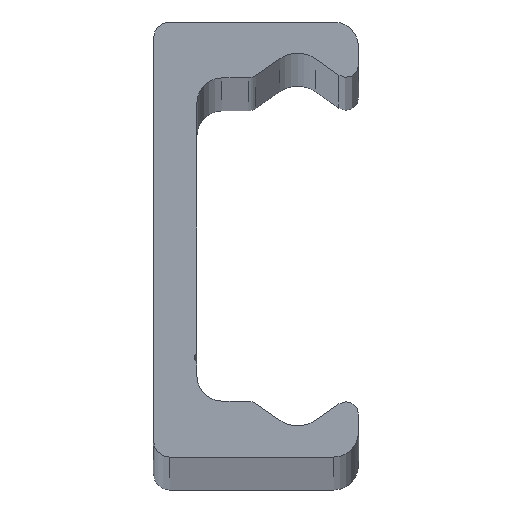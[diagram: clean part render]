
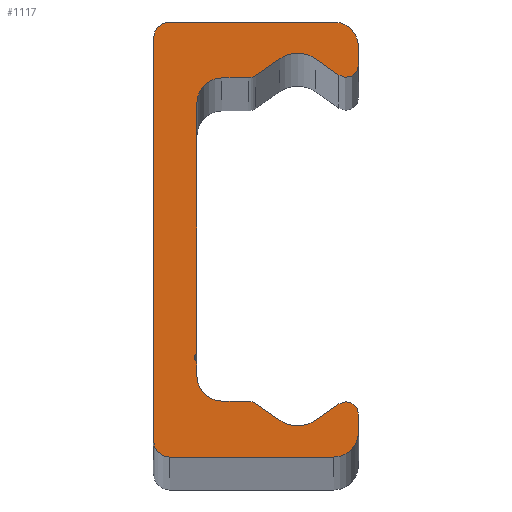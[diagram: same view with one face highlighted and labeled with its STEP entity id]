
A CAD part, top view. The second image highlights one B-rep face of the part: STEP entity #1117.
In plain terms, the highlighted planar face has unit normal (0, 0, 1).
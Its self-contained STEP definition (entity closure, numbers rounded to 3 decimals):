
#34=VECTOR('',#1459,1.);
#39=VECTOR('',#1471,1.);
#43=VECTOR('',#1482,1.);
#47=VECTOR('',#1493,1.);
#51=VECTOR('',#1504,1.);
#55=VECTOR('',#1515,1.);
#59=VECTOR('',#1526,1.);
#63=VECTOR('',#1537,1.);
#67=VECTOR('',#1548,1.);
#71=VECTOR('',#1559,1.);
#75=VECTOR('',#1570,1.);
#79=VECTOR('',#1581,1.);
#83=VECTOR('',#1592,1.);
#86=LINE('',#1756,#34);
#91=LINE('',#1771,#39);
#95=LINE('',#1783,#43);
#99=LINE('',#1795,#47);
#103=LINE('',#1807,#51);
#107=LINE('',#1819,#55);
#111=LINE('',#1831,#59);
#115=LINE('',#1843,#63);
#119=LINE('',#1855,#67);
#123=LINE('',#1867,#71);
#127=LINE('',#1879,#75);
#131=LINE('',#1891,#79);
#135=LINE('',#1903,#83);
#151=PLANE('',#1266);
#229=VERTEX_POINT('',#1757);
#230=VERTEX_POINT('',#1758);
#233=VERTEX_POINT('',#1766);
#235=VERTEX_POINT('',#1772);
#237=VERTEX_POINT('',#1778);
#239=VERTEX_POINT('',#1784);
#241=VERTEX_POINT('',#1790);
#243=VERTEX_POINT('',#1796);
#245=VERTEX_POINT('',#1802);
#247=VERTEX_POINT('',#1808);
#249=VERTEX_POINT('',#1814);
#251=VERTEX_POINT('',#1820);
#253=VERTEX_POINT('',#1826);
#255=VERTEX_POINT('',#1832);
#257=VERTEX_POINT('',#1838);
#259=VERTEX_POINT('',#1844);
#261=VERTEX_POINT('',#1850);
#263=VERTEX_POINT('',#1856);
#265=VERTEX_POINT('',#1862);
#267=VERTEX_POINT('',#1868);
#269=VERTEX_POINT('',#1874);
#271=VERTEX_POINT('',#1880);
#273=VERTEX_POINT('',#1886);
#275=VERTEX_POINT('',#1892);
#277=VERTEX_POINT('',#1898);
#279=VERTEX_POINT('',#1904);
#338=CIRCLE('',#1216,2.);
#340=CIRCLE('',#1220,1.);
#342=CIRCLE('',#1224,2.5);
#344=CIRCLE('',#1228,1.);
#346=CIRCLE('',#1232,2.);
#348=CIRCLE('',#1236,0.5);
#350=CIRCLE('',#1240,2.);
#352=CIRCLE('',#1244,1.);
#354=CIRCLE('',#1248,2.5);
#356=CIRCLE('',#1252,1.);
#358=CIRCLE('',#1256,2.);
#360=CIRCLE('',#1260,1.3);
#362=CIRCLE('',#1264,1.3);
#421=EDGE_CURVE('',#229,#230,#86,.T.);
#425=EDGE_CURVE('',#230,#233,#338,.T.);
#428=EDGE_CURVE('',#233,#235,#91,.T.);
#431=EDGE_CURVE('',#235,#237,#340,.T.);
#434=EDGE_CURVE('',#237,#239,#95,.T.);
#437=EDGE_CURVE('',#239,#241,#342,.T.);
#440=EDGE_CURVE('',#241,#243,#99,.T.);
#443=EDGE_CURVE('',#243,#245,#344,.T.);
#446=EDGE_CURVE('',#245,#247,#103,.T.);
#449=EDGE_CURVE('',#247,#249,#346,.T.);
#452=EDGE_CURVE('',#249,#251,#107,.T.);
#455=EDGE_CURVE('',#251,#253,#348,.T.);
#458=EDGE_CURVE('',#253,#255,#111,.T.);
#461=EDGE_CURVE('',#255,#257,#350,.T.);
#464=EDGE_CURVE('',#257,#259,#115,.T.);
#467=EDGE_CURVE('',#259,#261,#352,.T.);
#470=EDGE_CURVE('',#261,#263,#119,.T.);
#473=EDGE_CURVE('',#263,#265,#354,.T.);
#476=EDGE_CURVE('',#265,#267,#123,.T.);
#479=EDGE_CURVE('',#267,#269,#356,.T.);
#482=EDGE_CURVE('',#269,#271,#127,.T.);
#485=EDGE_CURVE('',#271,#273,#358,.T.);
#488=EDGE_CURVE('',#273,#275,#131,.T.);
#491=EDGE_CURVE('',#275,#277,#360,.T.);
#494=EDGE_CURVE('',#277,#279,#135,.T.);
#497=EDGE_CURVE('',#279,#229,#362,.T.);
#717=ORIENTED_EDGE('',*,*,#421,.F.);
#718=ORIENTED_EDGE('',*,*,#497,.F.);
#719=ORIENTED_EDGE('',*,*,#494,.F.);
#720=ORIENTED_EDGE('',*,*,#491,.F.);
#721=ORIENTED_EDGE('',*,*,#488,.F.);
#722=ORIENTED_EDGE('',*,*,#485,.F.);
#723=ORIENTED_EDGE('',*,*,#482,.F.);
#724=ORIENTED_EDGE('',*,*,#479,.F.);
#725=ORIENTED_EDGE('',*,*,#476,.F.);
#726=ORIENTED_EDGE('',*,*,#473,.F.);
#727=ORIENTED_EDGE('',*,*,#470,.F.);
#728=ORIENTED_EDGE('',*,*,#467,.F.);
#729=ORIENTED_EDGE('',*,*,#464,.F.);
#730=ORIENTED_EDGE('',*,*,#461,.F.);
#731=ORIENTED_EDGE('',*,*,#458,.F.);
#732=ORIENTED_EDGE('',*,*,#455,.F.);
#733=ORIENTED_EDGE('',*,*,#452,.F.);
#734=ORIENTED_EDGE('',*,*,#449,.F.);
#735=ORIENTED_EDGE('',*,*,#446,.F.);
#736=ORIENTED_EDGE('',*,*,#443,.F.);
#737=ORIENTED_EDGE('',*,*,#440,.F.);
#738=ORIENTED_EDGE('',*,*,#437,.F.);
#739=ORIENTED_EDGE('',*,*,#434,.F.);
#740=ORIENTED_EDGE('',*,*,#431,.F.);
#741=ORIENTED_EDGE('',*,*,#428,.F.);
#742=ORIENTED_EDGE('',*,*,#425,.F.);
#909=EDGE_LOOP('',(#717,#718,#719,#720,#721,#722,#723,#724,#725,#726,#727,
#728,#729,#730,#731,#732,#733,#734,#735,#736,#737,#738,#739,#740,#741,#742));
#1051=FACE_BOUND('',#909,.T.);
#1117=ADVANCED_FACE('',(#1051),#151,.T.);
#1216=AXIS2_PLACEMENT_3D('',#1765,#1465,#1466);
#1220=AXIS2_PLACEMENT_3D('',#1777,#1476,#1477);
#1224=AXIS2_PLACEMENT_3D('',#1789,#1487,#1488);
#1228=AXIS2_PLACEMENT_3D('',#1801,#1498,#1499);
#1232=AXIS2_PLACEMENT_3D('',#1813,#1509,#1510);
#1236=AXIS2_PLACEMENT_3D('',#1825,#1520,#1521);
#1240=AXIS2_PLACEMENT_3D('',#1837,#1531,#1532);
#1244=AXIS2_PLACEMENT_3D('',#1849,#1542,#1543);
#1248=AXIS2_PLACEMENT_3D('',#1861,#1553,#1554);
#1252=AXIS2_PLACEMENT_3D('',#1873,#1564,#1565);
#1256=AXIS2_PLACEMENT_3D('',#1885,#1575,#1576);
#1260=AXIS2_PLACEMENT_3D('',#1897,#1586,#1587);
#1264=AXIS2_PLACEMENT_3D('',#1909,#1597,#1598);
#1266=AXIS2_PLACEMENT_3D('',#1911,#1601,$);
#1459=DIRECTION('',(1.,0.,0.));
#1465=DIRECTION('',(0.,0.,-1.));
#1466=DIRECTION('',(2.,0.,0.));
#1471=DIRECTION('',(0.,-1.,0.));
#1476=DIRECTION('',(0.,0.,-1.));
#1477=DIRECTION('',(1.,0.,0.));
#1482=DIRECTION('',(-0.819,0.574,0.));
#1487=DIRECTION('',(0.,0.,1.));
#1488=DIRECTION('',(2.5,0.,0.));
#1493=DIRECTION('',(-0.819,-0.574,0.));
#1498=DIRECTION('',(0.,0.,-1.));
#1499=DIRECTION('',(1.,0.,0.));
#1504=DIRECTION('',(-1.,0.,0.));
#1509=DIRECTION('',(0.,0.,1.));
#1510=DIRECTION('',(2.,0.,0.));
#1515=DIRECTION('',(0.,-1.,0.));
#1520=DIRECTION('',(0.,0.,1.));
#1521=DIRECTION('',(0.5,0.,0.));
#1526=DIRECTION('',(0.,-1.,0.));
#1531=DIRECTION('',(0.,0.,1.));
#1532=DIRECTION('',(2.,0.,0.));
#1537=DIRECTION('',(1.,0.,0.));
#1542=DIRECTION('',(0.,0.,-1.));
#1543=DIRECTION('',(1.,0.,0.));
#1548=DIRECTION('',(0.819,-0.574,0.));
#1553=DIRECTION('',(0.,0.,1.));
#1554=DIRECTION('',(2.5,0.,0.));
#1559=DIRECTION('',(0.819,0.574,0.));
#1564=DIRECTION('',(0.,0.,-1.));
#1565=DIRECTION('',(1.,0.,0.));
#1570=DIRECTION('',(0.,-1.,0.));
#1575=DIRECTION('',(0.,0.,-1.));
#1576=DIRECTION('',(2.,0.,0.));
#1581=DIRECTION('',(-1.,0.,0.));
#1586=DIRECTION('',(0.,0.,-1.));
#1587=DIRECTION('',(1.3,0.,0.));
#1592=DIRECTION('',(0.,1.,0.));
#1597=DIRECTION('',(0.,0.,-1.));
#1598=DIRECTION('',(1.3,0.,0.));
#1601=DIRECTION('',(0.,0.,1.));
#1756=CARTESIAN_POINT('',(14.5,17.5,1520.));
#1757=CARTESIAN_POINT('',(1.3,17.5,1520.));
#1758=CARTESIAN_POINT('',(14.5,17.5,1520.));
#1765=CARTESIAN_POINT('',(14.5,15.5,1520.));
#1766=CARTESIAN_POINT('',(16.5,15.5,1520.));
#1771=CARTESIAN_POINT('',(16.5,14.042,1520.));
#1772=CARTESIAN_POINT('',(16.5,14.042,1520.));
#1777=CARTESIAN_POINT('',(15.5,14.042,1520.));
#1778=CARTESIAN_POINT('',(14.926,13.223,1520.));
#1783=CARTESIAN_POINT('',(13.034,14.548,1520.));
#1784=CARTESIAN_POINT('',(13.034,14.548,1520.));
#1789=CARTESIAN_POINT('',(11.6,12.5,1520.));
#1790=CARTESIAN_POINT('',(10.166,14.548,1520.));
#1795=CARTESIAN_POINT('',(8.214,13.181,1520.));
#1796=CARTESIAN_POINT('',(8.214,13.181,1520.));
#1801=CARTESIAN_POINT('',(7.64,14.,1520.));
#1802=CARTESIAN_POINT('',(7.64,13.,1520.));
#1807=CARTESIAN_POINT('',(5.5,13.,1520.));
#1808=CARTESIAN_POINT('',(5.5,13.,1520.));
#1813=CARTESIAN_POINT('',(5.5,11.,1520.));
#1814=CARTESIAN_POINT('',(3.5,11.,1520.));
#1819=CARTESIAN_POINT('',(3.5,-9.067,1520.));
#1820=CARTESIAN_POINT('',(3.5,-9.067,1520.));
#1825=CARTESIAN_POINT('',(3.75,-9.5,1520.));
#1826=CARTESIAN_POINT('',(3.5,-9.933,1520.));
#1831=CARTESIAN_POINT('',(3.5,-11.,1520.));
#1832=CARTESIAN_POINT('',(3.5,-11.,1520.));
#1837=CARTESIAN_POINT('',(5.5,-11.,1520.));
#1838=CARTESIAN_POINT('',(5.5,-13.,1520.));
#1843=CARTESIAN_POINT('',(7.64,-13.,1520.));
#1844=CARTESIAN_POINT('',(7.64,-13.,1520.));
#1849=CARTESIAN_POINT('',(7.64,-14.,1520.));
#1850=CARTESIAN_POINT('',(8.214,-13.181,1520.));
#1855=CARTESIAN_POINT('',(10.166,-14.548,1520.));
#1856=CARTESIAN_POINT('',(10.166,-14.548,1520.));
#1861=CARTESIAN_POINT('',(11.6,-12.5,1520.));
#1862=CARTESIAN_POINT('',(13.034,-14.548,1520.));
#1867=CARTESIAN_POINT('',(14.926,-13.223,1520.));
#1868=CARTESIAN_POINT('',(14.926,-13.223,1520.));
#1873=CARTESIAN_POINT('',(15.5,-14.042,1520.));
#1874=CARTESIAN_POINT('',(16.5,-14.042,1520.));
#1879=CARTESIAN_POINT('',(16.5,-15.5,1520.));
#1880=CARTESIAN_POINT('',(16.5,-15.5,1520.));
#1885=CARTESIAN_POINT('',(14.5,-15.5,1520.));
#1886=CARTESIAN_POINT('',(14.5,-17.5,1520.));
#1891=CARTESIAN_POINT('',(1.3,-17.5,1520.));
#1892=CARTESIAN_POINT('',(1.3,-17.5,1520.));
#1897=CARTESIAN_POINT('',(1.3,-16.2,1520.));
#1898=CARTESIAN_POINT('',(0.,-16.2,1520.));
#1903=CARTESIAN_POINT('',(0.,16.2,1520.));
#1904=CARTESIAN_POINT('',(0.,16.2,1520.));
#1909=CARTESIAN_POINT('',(1.3,16.2,1520.));
#1911=CARTESIAN_POINT('',(5.942,-0.014,1520.));
